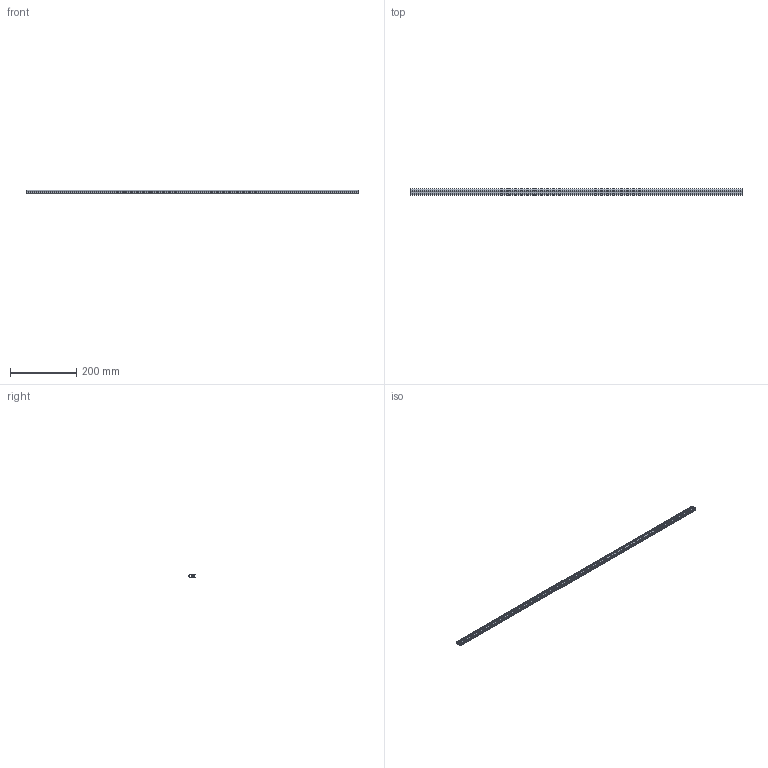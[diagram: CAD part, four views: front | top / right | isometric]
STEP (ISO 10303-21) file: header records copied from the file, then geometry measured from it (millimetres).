
FILE_DESCRIPTION (( 'STEP AP203' ), '1' );
FILE_NAME ('FC-779-Si-2-1.STEP', '2017-12-07T02:06:13', ( '' ), ( '' ), 'SwSTEP 2.0', 'SolidWorks 2014', '' );
FILE_SCHEMA (( 'CONFIG_CONTROL_DESIGN' ));
Length unit declared in the file: millimetre
Products named in the file (3): FC-779-Si-2-1_芯金; FC-779-Si-2-1_本体; FC-779-Si-2-1
Assembly tree (2 placements, depth 2):
  FC-779-Si-2-1
    FC-779-Si-2-1_本体
    FC-779-Si-2-1_芯金
Bounding box: 1000 x 18.5 x 9.4 mm (x, y, z)
Volume: 85457 mm3; surface area: 205294.1 mm2
Topology: 2 solids, 2 shells, 84 faces, 240 edges, 160 vertices
Faces by surface type: cylinder 52, plane 32
Entity records: 3101 total; most frequent: DIRECTION 522, CARTESIAN_POINT 489, ORIENTED_EDGE 480, EDGE_CURVE 240, AXIS2_PLACEMENT_3D 193, VERTEX_POINT 160, LINE 136, VECTOR 136
